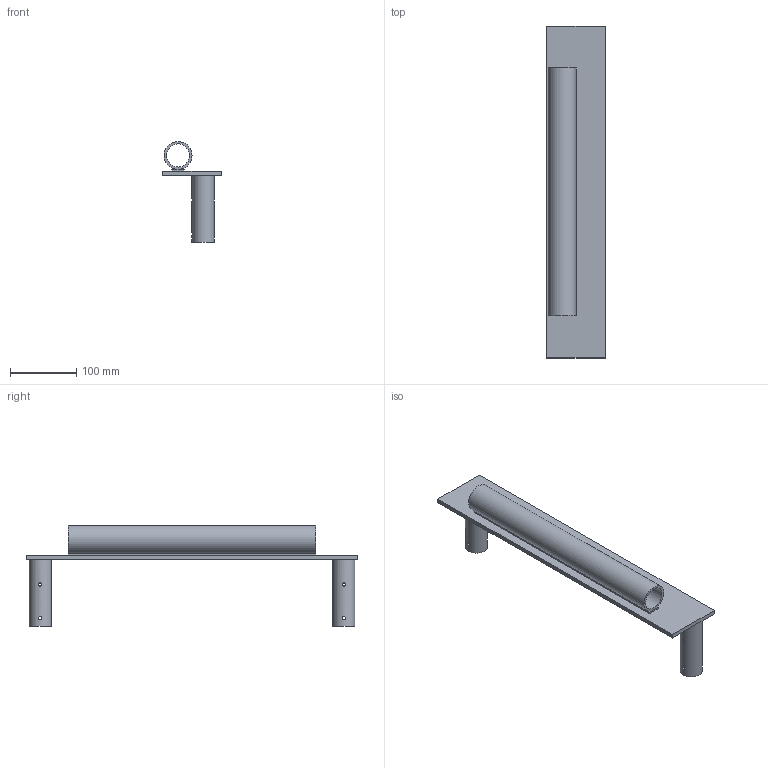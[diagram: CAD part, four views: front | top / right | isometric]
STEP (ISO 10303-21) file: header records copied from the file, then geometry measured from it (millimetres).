
FILE_DESCRIPTION(/* description */ (''),/* implementation_level */ '2;1');
FILE_NAME(/* name */ 'FE-00024_ASM_5_ASM.stp',/* time_stamp */ '2017-01-08T11:55:31-05:00',/* author */ ('jeff1'),/* organization */ (''),/* preprocessor_version */ 'ST-DEVELOPER v16.5',/* originating_system */ 'Autodesk Inventor 2017',/* authorisation */ '');
FILE_SCHEMA (('AUTOMOTIVE_DESIGN { 1 0 10303 214 3 1 1 }'));
Length unit declared in the file: inch
Products named in the file (6): FE-00024_ASM_5_ASM; FE-00018_ASM_1_ASM; FE-00018-03_1; FE-00018-02_1; FE-00018-01_1; FE-00018-04_1
Assembly tree (6 placements, depth 3):
  FE-00024_ASM_5_ASM
    FE-00018_ASM_1_ASM
      FE-00018-03_1
      FE-00018-02_1  x2
      FE-00018-01_1
      FE-00018-04_1
Bounding box: 88.9 x 501.65 x 152.5 mm (x, y, z)
Volume: 526019.2 mm3; surface area: 244312.3 mm2
Topology: 5 solids, 5 shells, 32 faces, 88 edges, 58 vertices
Faces by surface type: plane 18, cylinder 14
Full cylindrical faces by diameter (mm): 4.851 x8, 26.645 x2, 33.401 x2, 35.052 x1, 42.164 x1
Entity records: 1025 total; most frequent: CARTESIAN_POINT 372, DIRECTION 112, ORIENTED_EDGE 80, EDGE_LOOP 44, AXIS2_PLACEMENT_3D 44, EDGE_CURVE 40, VERTEX_POINT 32, FACE_OUTER_BOUND 24
